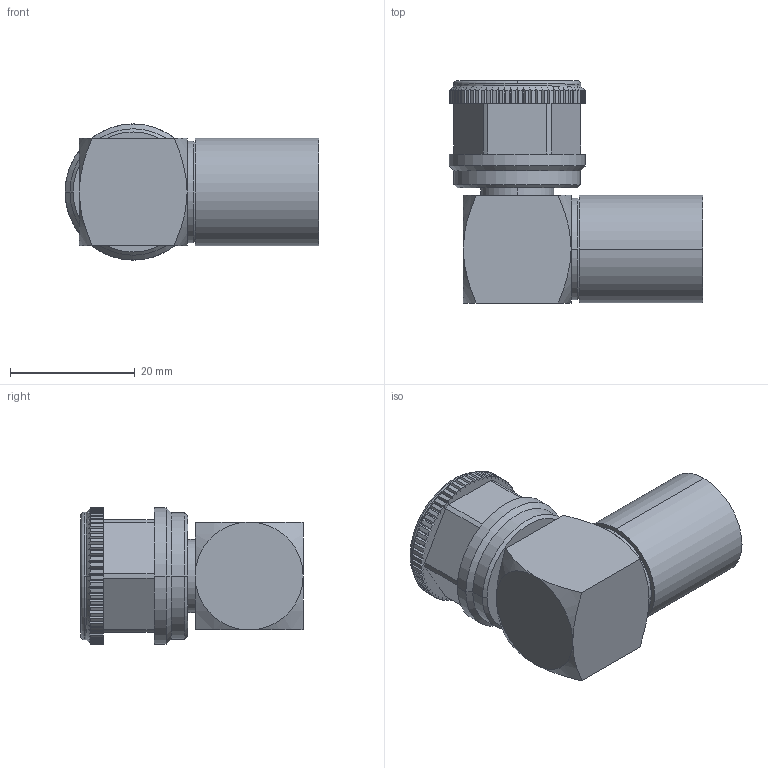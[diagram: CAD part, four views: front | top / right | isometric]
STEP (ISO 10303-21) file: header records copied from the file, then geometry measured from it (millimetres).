
FILE_DESCRIPTION (( 'STEP AP214' ), '1' );
FILE_NAME ('FMCN5283_3D.step', '2024-10-10T23:11:59', ( '' ), ( '' ), 'SwSTEP 2.0', 'SolidWorks 2022', '' );
FILE_SCHEMA (( 'AUTOMOTIVE_DESIGN' ));
Length unit declared in the file: inch
Products named in the file (1): FMCN5283_3D
Bounding box: 40.61 x 35.56 x 21.78 mm (x, y, z)
Volume: 10404.6 mm3; surface area: 7658.7 mm2
Topology: 2 solids, 2 shells, 329 faces, 902 edges, 592 vertices
Faces by surface type: plane 175, cylinder 118, cone 29, torus 4, bspline 3
Entity records: 12238 total; most frequent: CARTESIAN_POINT 3966, ORIENTED_EDGE 1804, DIRECTION 1642, EDGE_CURVE 902, AXIS2_PLACEMENT_3D 597, VERTEX_POINT 592, LINE 448, VECTOR 448
